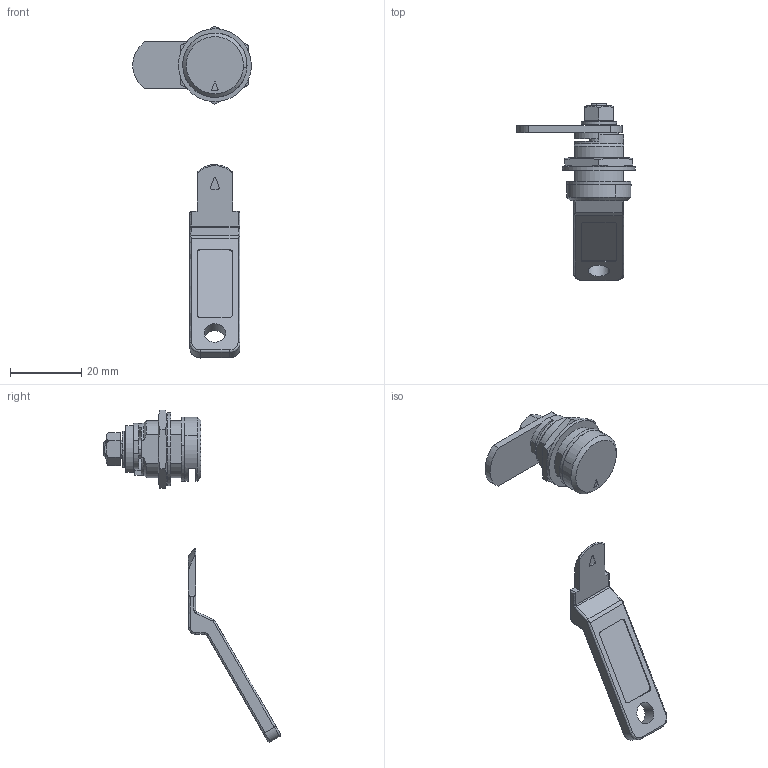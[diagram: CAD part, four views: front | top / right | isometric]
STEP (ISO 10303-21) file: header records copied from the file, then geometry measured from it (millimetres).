
FILE_DESCRIPTION((''),'2;1');
FILE_NAME('','2005-07-15T16:20:17',(''),(''),'','CADfix','');
FILE_SCHEMA(('AUTOMOTIVE_DESIGN'));
Length unit declared in the file: millimetre
Products named in the file (10): lock_2; lock_1; washer_2; washer_1; nut_B; nut_A; key; control_cam; cam; TL_293_6364_36
Assembly tree (9 placements, depth 2):
  TL_293_6364_36
    lock_2
    lock_1
    washer_2
    washer_1
    nut_B
    nut_A
    key
    control_cam
    cam
Bounding box: 33.17 x 49.58 x 92.95 mm (x, y, z)
Volume: 7574.9 mm3; surface area: 7114.4 mm2
Topology: 9 solids, 9 shells, 185 faces, 514 edges, 355 vertices
Faces by surface type: bspline 185
Entity records: 7051 total; most frequent: CARTESIAN_POINT 3912, ORIENTED_EDGE 1028, EDGE_CURVE 514, VERTEX_POINT 355, QUASI_UNIFORM_CURVE 225, EDGE_LOOP 209, FACE_OUTER_BOUND 185, ADVANCED_FACE 185
